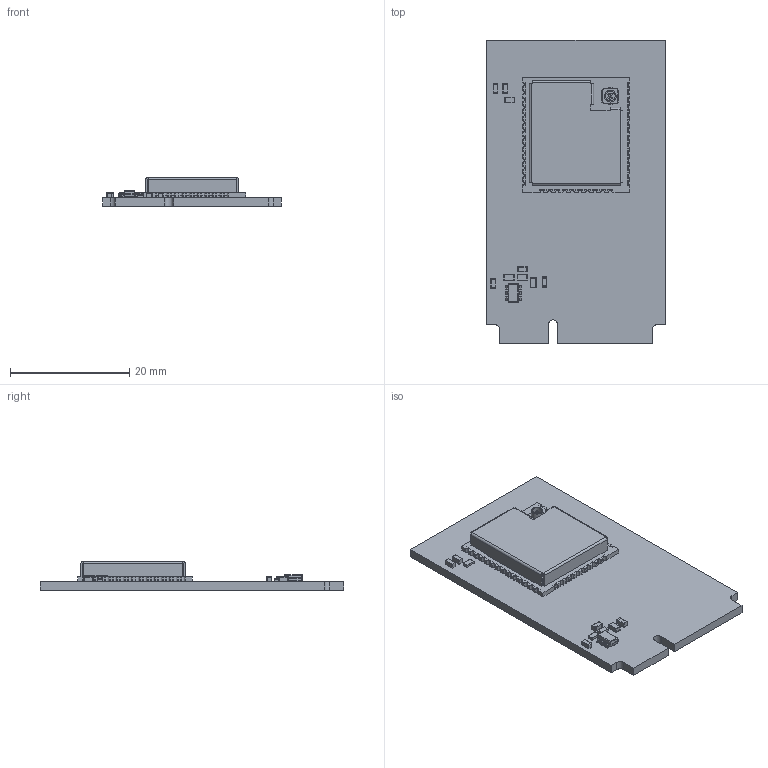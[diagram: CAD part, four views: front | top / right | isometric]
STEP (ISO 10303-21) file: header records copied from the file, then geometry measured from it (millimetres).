
FILE_DESCRIPTION(('Open CASCADE Model'),'2;1');
FILE_NAME('Open CASCADE Shape Model','2022-05-20T03:26:14',('Author'),( 'Open CASCADE'),'Open CASCADE STEP processor 6.8','Open CASCADE 6.8' ,'Unknown');
FILE_SCHEMA(('AUTOMOTIVE_DESIGN { 1 0 10303 214 1 1 1 1 }'));
Length unit declared in the file: millimetre
Products named in the file (53): PCB; Board; Open CASCADE STEP translator 6.8 2.1.1; U2; ESP32-WROOM-32UE-M113EH6400UH3Q0---3DModel-STEP-56544; U1; 6620241280; Body; Open_CASCADE_STEP_translator_6.8_9.1.1; Leader; R3; 6441375296; Mid_Body; Terminal; Open_CASCADE_STEP_translator_6.8_16.2.1; Mark; R2; 6441375536; R1; C5; 6441373456; Open_CASCADE_STEP_translator_6.8_12.1.1; Open_CASCADE_STEP_translator_6.8_12.1.2; Open_CASCADE_STEP_translator_6.8_12.2.1; C4; C3; 6441377776; L1; 6620247600; Open_CASCADE_STEP_translator_6.8_10.1.1; Open_CASCADE_STEP_translator_6.8_10.1.2; Open_CASCADE_STEP_translator_6.8_10.2.1; C2; 6441374496; C1
Assembly tree (62 placements, depth 5):
  PCB
    Board
      Open CASCADE STEP translator 6.8 2.1.1
    U2
      ESP32-WROOM-32UE-M113EH6400UH3Q0---3DModel-STEP-56544
    U1
      6620241280
        Body
          Open_CASCADE_STEP_translator_6.8_9.1.1
        Leader  x6
    R3
      6441375296
        Mid_Body
        Terminal  x2
          Open_CASCADE_STEP_translator_6.8_16.2.1
        Mark
    R2
      6441375536
        Mid_Body
        Terminal  x2
          Open_CASCADE_STEP_translator_6.8_16.2.1
        Mark
    R1
      6441375536
        Mid_Body
        Terminal  x2
          Open_CASCADE_STEP_translator_6.8_16.2.1
        Mark
    C5
      6441373456
        Terminal
          Open_CASCADE_STEP_translator_6.8_12.1.1
          Open_CASCADE_STEP_translator_6.8_12.1.2
        Mid_Body
          Open_CASCADE_STEP_translator_6.8_12.2.1
    C4
      6441373456
        Terminal
          Open_CASCADE_STEP_translator_6.8_12.1.1
          Open_CASCADE_STEP_translator_6.8_12.1.2
        Mid_Body
          Open_CASCADE_STEP_translator_6.8_12.2.1
    C3
      6441377776
        Terminal
          Open_CASCADE_STEP_translator_6.8_12.1.1
          Open_CASCADE_STEP_translator_6.8_12.1.2
        Mid_Body
          Open_CASCADE_STEP_translator_6.8_12.2.1
    L1
      6620247600
        Terminal
          Open_CASCADE_STEP_translator_6.8_10.1.1
          Open_CASCADE_STEP_translator_6.8_10.1.2
        Mid_Body
          Open_CASCADE_STEP_translator_6.8_10.2.1
    C2
      6441374496
        Terminal
          Open_CASCADE_STEP_translator_6.8_12.1.1
Bounding box: 30 x 50.86 x 4.85 mm (x, y, z)
Volume: 2663.5 mm3; surface area: 5122.1 mm2
Topology: 92 solids, 92 shells, 1396 faces, 3357 edges, 2100 vertices
Faces by surface type: plane 1086, cylinder 244, sphere 56, bspline 8, revolution 2
Entity records: 34920 total; most frequent: CARTESIAN_POINT 6528, ORIENTED_EDGE 5538, DIRECTION 5469, EDGE_CURVE 2769, LINE 2397, VECTOR 2397, VERTEX_POINT 1788, AXIS2_PLACEMENT_3D 1535
